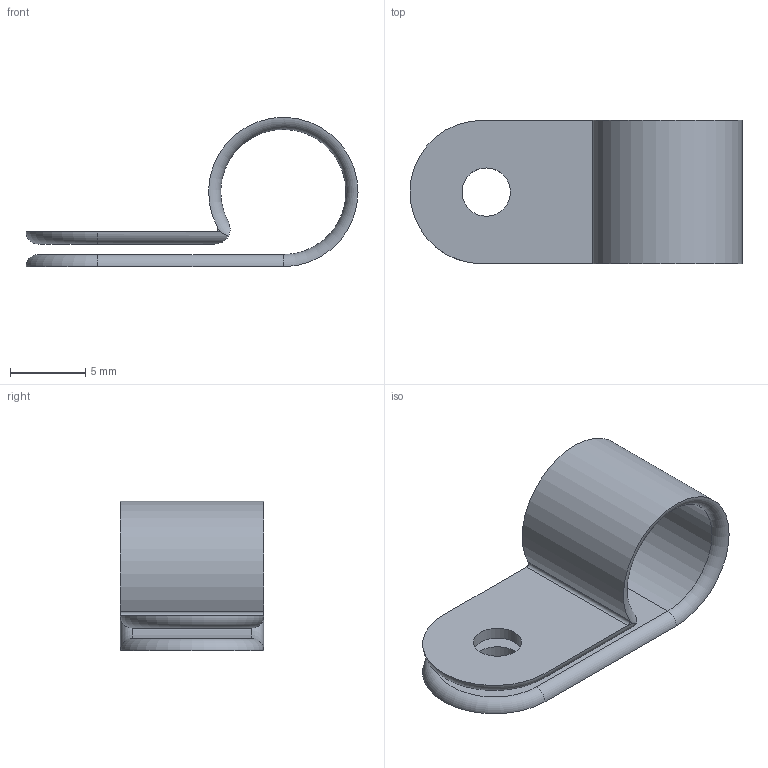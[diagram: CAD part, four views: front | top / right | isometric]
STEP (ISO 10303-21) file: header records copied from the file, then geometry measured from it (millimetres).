
FILE_DESCRIPTION(/* description */ ('Unknown'),/* implementation_level */ '2;1');
FILE_NAME(/* name */ '500914500',/* time_stamp */ '2019-01-04T13:08:01+01:00',/* author */ ('Unknown'),/* organization */ ('Unknown'),/* preprocessor_version */ 'ST-DEVELOPER v16.7',/* originating_system */ 'DEX',/* authorisation */ $);
FILE_SCHEMA (('AUTOMOTIVE_DESIGN {1 0 10303 214 3 1 1}'));
Length unit declared in the file: millimetre
Products named in the file (1): 500914500
Bounding box: 22 x 9.5 x 9.9 mm (x, y, z)
Volume: 370 mm3; surface area: 1037.1 mm2
Topology: 1 solids, 1 shells, 20 faces, 48 edges, 30 vertices
Faces by surface type: cylinder 10, plane 6, torus 4
Full cylindrical faces by diameter (mm): 3.2 x2
Entity records: 602 total; most frequent: CARTESIAN_POINT 111, DIRECTION 102, ORIENTED_EDGE 88, EDGE_CURVE 44, AXIS2_PLACEMENT_3D 43, VERTEX_POINT 28, EDGE_LOOP 26, FACE_BOUND 26
